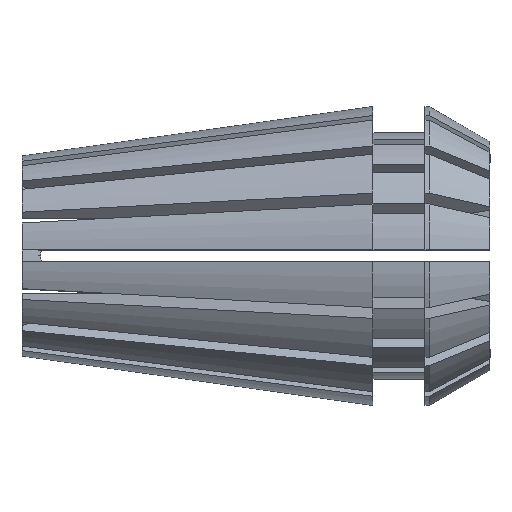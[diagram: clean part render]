
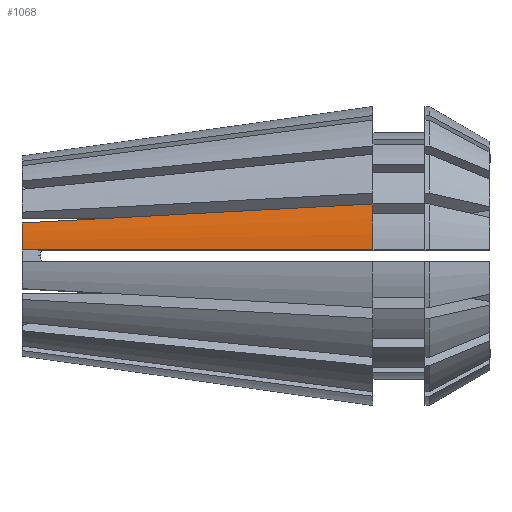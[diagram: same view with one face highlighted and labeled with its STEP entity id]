
A CAD part, top view. The second image highlights one B-rep face of the part: STEP entity #1068.
In plain terms, the highlighted conical face has half-angle 8 degrees and reference radius 5.753 mm.
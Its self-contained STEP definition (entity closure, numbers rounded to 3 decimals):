
#130 = CARTESIAN_POINT ( 'NONE',  ( 1.768, 0.225, 4.098 ) ) ;
#333 = EDGE_LOOP ( 'NONE', ( #5175, #405, #5240, #3733 ) ) ;
#387 = VERTEX_POINT ( 'NONE', #4073 ) ;
#405 = ORIENTED_EDGE ( 'NONE', *, *, #5200, .F. ) ;
#469 = CARTESIAN_POINT ( 'NONE',  ( 0., 1.265, 3.642 ) ) ;
#554 = CARTESIAN_POINT ( 'NONE',  ( 0.589, 0.225, 3.932 ) ) ;
#717 = DIRECTION ( 'NONE',  ( 1., 0., 0. ) ) ;
#762 = B_SPLINE_CURVE_WITH_KNOTS ( 'NONE', 3,
 ( #469, #4083, #4570, #1831, #5024, #2266, #5452 ),
 .UNSPECIFIED., .F., .F.,
 ( 4, 3, 4 ),
 ( 0., 0.007, 0.014 ),
 .UNSPECIFIED. ) ;
#854 = DIRECTION ( 'NONE',  ( -1., 0., 0. ) ) ;
#1068 = ADVANCED_FACE ( 'NONE', ( #2289 ), #2011, .T. ) ;
#1078 = VERTEX_POINT ( 'NONE', #4067 ) ;
#1317 = CARTESIAN_POINT ( 'NONE',  ( 13.5, 1.992, 5.397 ) ) ;
#1433 = DIRECTION ( 'NONE',  ( -1., 0., 0. ) ) ;
#1452 = CARTESIAN_POINT ( 'NONE',  ( 13.5, 0.225, 5.749 ) ) ;
#1791 = DIRECTION ( 'NONE',  ( 0., 0., -1. ) ) ;
#1798 = CIRCLE ( 'NONE', #3666, 3.856 ) ;
#1831 = CARTESIAN_POINT ( 'NONE',  ( 6.703, 1.626, 4.514 ) ) ;
#2011 = CONICAL_SURFACE ( 'NONE', #5006, 5.753, 0.14 ) ;
#2266 = CARTESIAN_POINT ( 'NONE',  ( 11.234, 1.87, 5.103 ) ) ;
#2289 = FACE_OUTER_BOUND ( 'NONE', #333, .T. ) ;
#2759 = CARTESIAN_POINT ( 'NONE',  ( 5.678, 0.225, 4.648 ) ) ;
#3219 = CARTESIAN_POINT ( 'NONE',  ( 9.589, 0.225, 5.199 ) ) ;
#3241 = CARTESIAN_POINT ( 'NONE',  ( 1.178, 0.225, 4.015 ) ) ;
#3537 = CARTESIAN_POINT ( 'NONE',  ( 0., 0., 0. ) ) ;
#3666 = AXIS2_PLACEMENT_3D ( 'NONE', #3537, #854, #4002 ) ;
#3708 = CARTESIAN_POINT ( 'NONE',  ( 0., 0.225, 3.849 ) ) ;
#3733 = ORIENTED_EDGE ( 'NONE', *, *, #4917, .T. ) ;
#3869 = CARTESIAN_POINT ( 'NONE',  ( 13.5, 0., 0. ) ) ;
#3904 = AXIS2_PLACEMENT_3D ( 'NONE', #4140, #1433, #4597 ) ;
#4002 = DIRECTION ( 'NONE',  ( 0., 0., 1. ) ) ;
#4067 = CARTESIAN_POINT ( 'NONE',  ( 0., 0.225, 3.849 ) ) ;
#4073 = CARTESIAN_POINT ( 'NONE',  ( 0., 1.265, 3.642 ) ) ;
#4083 = CARTESIAN_POINT ( 'NONE',  ( 2.234, 1.385, 3.933 ) ) ;
#4140 = CARTESIAN_POINT ( 'NONE',  ( 13.5, 0., 0. ) ) ;
#4169 = CIRCLE ( 'NONE', #3904, 5.753 ) ;
#4191 = CARTESIAN_POINT ( 'NONE',  ( 13.5, 0.225, 5.749 ) ) ;
#4570 = CARTESIAN_POINT ( 'NONE',  ( 4.469, 1.506, 4.223 ) ) ;
#4597 = DIRECTION ( 'NONE',  ( 0., 0., 1. ) ) ;
#4813 = VERTEX_POINT ( 'NONE', #1317 ) ;
#4917 = EDGE_CURVE ( 'NONE', #5471, #4813, #4169, .T. ) ;
#4961 = EDGE_CURVE ( 'NONE', #5471, #1078, #5409, .T. ) ;
#5006 = AXIS2_PLACEMENT_3D ( 'NONE', #3869, #717, #1791 ) ;
#5024 = CARTESIAN_POINT ( 'NONE',  ( 8.969, 1.748, 4.808 ) ) ;
#5175 = ORIENTED_EDGE ( 'NONE', *, *, #5319, .F. ) ;
#5200 = EDGE_CURVE ( 'NONE', #1078, #387, #1798, .T. ) ;
#5240 = ORIENTED_EDGE ( 'NONE', *, *, #4961, .F. ) ;
#5319 = EDGE_CURVE ( 'NONE', #387, #4813, #762, .T. ) ;
#5409 = B_SPLINE_CURVE_WITH_KNOTS ( 'NONE', 3,
 ( #1452, #3219, #2759, #130, #3241, #554, #3708 ),
 .UNSPECIFIED., .F., .F.,
 ( 4, 3, 4 ),
 ( 0.023, 0.035, 0.037 ),
 .UNSPECIFIED. ) ;
#5452 = CARTESIAN_POINT ( 'NONE',  ( 13.5, 1.992, 5.397 ) ) ;
#5471 = VERTEX_POINT ( 'NONE', #4191 ) ;
